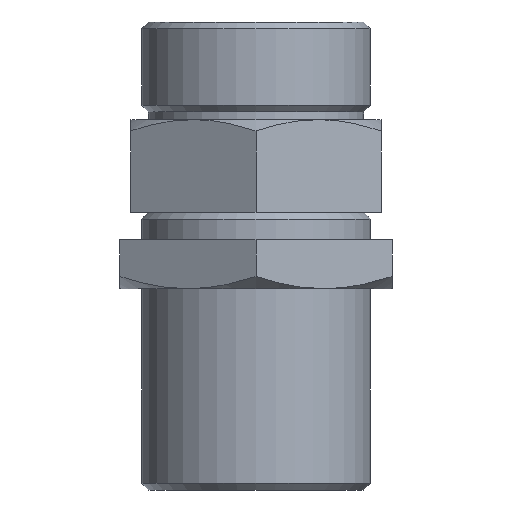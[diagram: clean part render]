
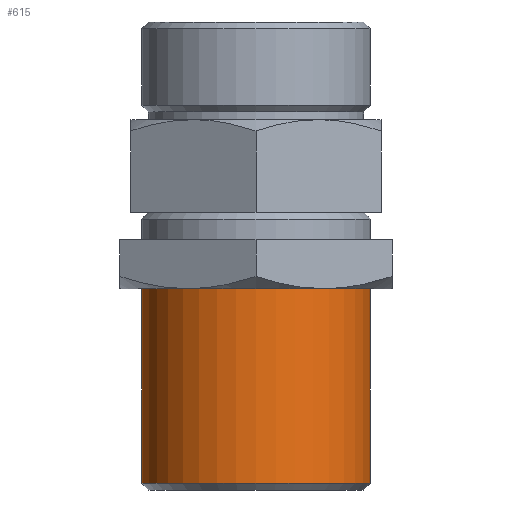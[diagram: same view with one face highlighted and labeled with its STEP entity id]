
A CAD part, front view. The second image highlights one B-rep face of the part: STEP entity #615.
In plain terms, the highlighted cylindrical face has radius 21 mm (diameter 42 mm), a full revolution.
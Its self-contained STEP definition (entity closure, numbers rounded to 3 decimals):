
#24=CYLINDRICAL_SURFACE('',#697,21.);
#179=ORIENTED_EDGE('',*,*,#327,.T.);
#180=ORIENTED_EDGE('',*,*,#326,.F.);
#326=EDGE_CURVE('',#395,#395,#432,.T.);
#327=EDGE_CURVE('',#396,#396,#433,.T.);
#395=VERTEX_POINT('',#1094);
#396=VERTEX_POINT('',#1097);
#432=CIRCLE('',#696,21.);
#433=CIRCLE('',#698,21.);
#475=EDGE_LOOP('',(#179));
#476=EDGE_LOOP('',(#180));
#541=FACE_BOUND('',#475,.T.);
#542=FACE_BOUND('',#476,.T.);
#615=ADVANCED_FACE('',(#541,#542),#24,.T.);
#696=AXIS2_PLACEMENT_3D('',#1093,#826,#827);
#697=AXIS2_PLACEMENT_3D('',#1095,#828,#829);
#698=AXIS2_PLACEMENT_3D('',#1096,#830,#831);
#826=DIRECTION('',(0.,0.,-1.));
#827=DIRECTION('',(-1.,0.,0.));
#828=DIRECTION('',(0.,0.,-1.));
#829=DIRECTION('',(-1.,0.,0.));
#830=DIRECTION('',(0.,0.,-1.));
#831=DIRECTION('',(-1.,0.,0.));
#1093=CARTESIAN_POINT('',(0.,0.,-71.273));
#1094=CARTESIAN_POINT('',(-21.,0.,-71.273));
#1095=CARTESIAN_POINT('',(0.,0.,-72.5));
#1096=CARTESIAN_POINT('',(0.,0.,-35.5));
#1097=CARTESIAN_POINT('',(-21.,0.,-35.5));
